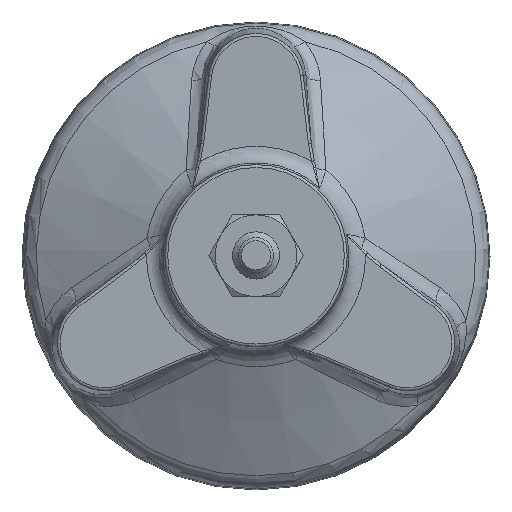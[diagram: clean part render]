
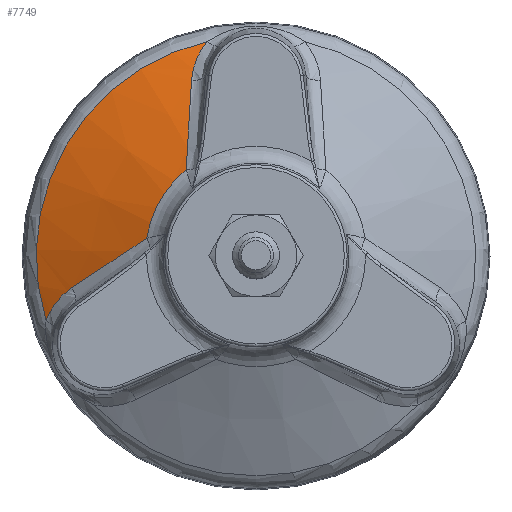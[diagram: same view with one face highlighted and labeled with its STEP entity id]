
A CAD part, top view. The second image highlights one B-rep face of the part: STEP entity #7749.
In plain terms, the highlighted conical face has half-angle 64 degrees and reference radius 39.608 mm.
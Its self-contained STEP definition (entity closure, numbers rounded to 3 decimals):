
#589=CONICAL_SURFACE('',#8144,39.608,1.117);
#781=B_SPLINE_CURVE_WITH_KNOTS('',3,(#10862,#10863,#10864,#10865,#10866,
#10867,#10868,#10869,#10870,#10871,#10872,#10873,#10874,#10875,#10876,#10877,
#10878,#10879),.UNSPECIFIED.,.F.,.F.,(4,1,1,1,1,1,1,1,1,1,1,1,1,1,1,4),
(0.,0.031,0.063,0.125,0.188,0.25,0.375,0.5,0.625,0.75,0.813,0.875,
0.906,0.938,0.969,1.),.UNSPECIFIED.);
#782=B_SPLINE_CURVE_WITH_KNOTS('',3,(#10881,#10882,#10883,#10884,#10885,
#10886,#10887,#10888,#10889,#10890,#10891,#10892,#10893,#10894,#10895,#10896,
#10897,#10898),.UNSPECIFIED.,.F.,.F.,(4,1,1,1,1,1,1,1,1,1,1,1,1,1,1,4),
(0.,0.031,0.063,0.094,0.125,0.188,0.25,0.375,0.5,0.625,0.75,0.813,
0.875,0.938,0.969,1.),.UNSPECIFIED.);
#783=B_SPLINE_CURVE_WITH_KNOTS('',3,(#10900,#10901,#10902,#10903,#10904,
#10905,#10906,#10907,#10908,#10909,#10910,#10911,#10912,#10913,#10914,#10915,
#10916,#10917,#10918),.UNSPECIFIED.,.F.,.F.,(4,1,1,1,1,1,1,1,1,1,1,1,1,
1,1,1,4),(0.,0.125,0.25,0.375,0.438,0.469,0.5,0.531,0.563,0.625,0.688,
0.719,0.75,0.781,0.813,0.875,1.),.UNSPECIFIED.);
#784=B_SPLINE_CURVE_WITH_KNOTS('',3,(#10919,#10920,#10921,#10922,#10923,
#10924,#10925,#10926,#10927,#10928,#10929,#10930,#10931,#10932,#10933,#10934,
#10935,#10936,#10937),.UNSPECIFIED.,.F.,.F.,(4,1,1,1,1,1,1,1,1,1,1,1,1,
1,1,1,4),(0.,0.125,0.188,0.219,0.25,0.281,0.313,0.375,0.438,0.469,
0.5,0.531,0.563,0.625,0.75,0.875,1.),.UNSPECIFIED.);
#1114=ORIENTED_EDGE('',*,*,#2703,.T.);
#1115=ORIENTED_EDGE('',*,*,#2664,.F.);
#1116=ORIENTED_EDGE('',*,*,#2704,.T.);
#1117=ORIENTED_EDGE('',*,*,#2705,.T.);
#1118=ORIENTED_EDGE('',*,*,#2644,.T.);
#1119=ORIENTED_EDGE('',*,*,#2706,.T.);
#2644=EDGE_CURVE('',#3445,#3444,#3976,.T.);
#2664=EDGE_CURVE('',#3463,#3464,#3987,.T.);
#2703=EDGE_CURVE('',#3496,#3464,#781,.T.);
#2704=EDGE_CURVE('',#3463,#3497,#782,.T.);
#2705=EDGE_CURVE('',#3497,#3445,#783,.T.);
#2706=EDGE_CURVE('',#3444,#3496,#784,.T.);
#3444=VERTEX_POINT('',#10171);
#3445=VERTEX_POINT('',#10173);
#3463=VERTEX_POINT('',#10345);
#3464=VERTEX_POINT('',#10346);
#3496=VERTEX_POINT('',#10880);
#3497=VERTEX_POINT('',#10899);
#3976=CIRCLE('',#8112,18.945);
#3987=CIRCLE('',#8129,37.574);
#4294=EDGE_LOOP('',(#1114,#1115,#1116,#1117,#1118,#1119));
#4735=FACE_BOUND('',#4294,.T.);
#7749=ADVANCED_FACE('',(#4735),#589,.T.);
#8112=AXIS2_PLACEMENT_3D('',#10172,#8733,#8734);
#8129=AXIS2_PLACEMENT_3D('',#10344,#8767,#8768);
#8144=AXIS2_PLACEMENT_3D('',#10861,#8808,#8809);
#8733=DIRECTION('',(0.,0.,-1.));
#8734=DIRECTION('',(0.,-1.,0.));
#8767=DIRECTION('',(0.,0.,-1.));
#8768=DIRECTION('',(0.,-1.,0.));
#8808=DIRECTION('',(0.,0.,-1.));
#8809=DIRECTION('',(0.,-1.,0.));
#10171=CARTESIAN_POINT('',(-11.927,4.719,14.558));
#10172=CARTESIAN_POINT('',(0.,-10.,14.558));
#10173=CARTESIAN_POINT('',(-18.711,-7.031,14.558));
#10344=CARTESIAN_POINT('',(0.,-10.,5.472));
#10345=CARTESIAN_POINT('',(-35.891,-21.119,5.472));
#10346=CARTESIAN_POINT('',(-8.316,26.642,5.472));
#10861=CARTESIAN_POINT('',(0.,-10.,4.48));
#10862=CARTESIAN_POINT('',(-11.02,19.99,8.215));
#10863=CARTESIAN_POINT('',(-11.014,20.083,8.173));
#10864=CARTESIAN_POINT('',(-11.,20.257,8.096));
#10865=CARTESIAN_POINT('',(-10.98,20.481,7.996));
#10866=CARTESIAN_POINT('',(-10.93,20.886,7.819));
#10867=CARTESIAN_POINT('',(-10.86,21.315,7.633));
#10868=CARTESIAN_POINT('',(-10.739,21.908,7.378));
#10869=CARTESIAN_POINT('',(-10.547,22.631,7.073));
#10870=CARTESIAN_POINT('',(-10.243,23.492,6.717));
#10871=CARTESIAN_POINT('',(-9.868,24.33,6.377));
#10872=CARTESIAN_POINT('',(-9.498,25.003,6.109));
#10873=CARTESIAN_POINT('',(-9.166,25.526,5.904));
#10874=CARTESIAN_POINT('',(-8.944,25.847,5.779));
#10875=CARTESIAN_POINT('',(-8.762,26.093,5.683));
#10876=CARTESIAN_POINT('',(-8.607,26.292,5.607));
#10877=CARTESIAN_POINT('',(-8.502,26.421,5.557));
#10878=CARTESIAN_POINT('',(-8.382,26.565,5.502));
#10879=CARTESIAN_POINT('',(-8.316,26.642,5.472));
#10880=CARTESIAN_POINT('',(-11.02,19.99,8.215));
#10881=CARTESIAN_POINT('',(-35.891,-21.119,5.472));
#10882=CARTESIAN_POINT('',(-35.857,-21.023,5.502));
#10883=CARTESIAN_POINT('',(-35.793,-20.848,5.557));
#10884=CARTESIAN_POINT('',(-35.733,-20.692,5.607));
#10885=CARTESIAN_POINT('',(-35.638,-20.459,5.683));
#10886=CARTESIAN_POINT('',(-35.516,-20.178,5.779));
#10887=CARTESIAN_POINT('',(-35.35,-19.825,5.904));
#10888=CARTESIAN_POINT('',(-35.062,-19.276,6.109));
#10889=CARTESIAN_POINT('',(-34.664,-18.619,6.377));
#10890=CARTESIAN_POINT('',(-34.126,-17.875,6.717));
#10891=CARTESIAN_POINT('',(-33.533,-17.181,7.073));
#10892=CARTESIAN_POINT('',(-33.003,-16.654,7.378));
#10893=CARTESIAN_POINT('',(-32.55,-16.253,7.632));
#10894=CARTESIAN_POINT('',(-32.213,-15.977,7.819));
#10895=CARTESIAN_POINT('',(-31.887,-15.732,7.996));
#10896=CARTESIAN_POINT('',(-31.703,-15.602,8.096));
#10897=CARTESIAN_POINT('',(-31.56,-15.504,8.173));
#10898=CARTESIAN_POINT('',(-31.482,-15.451,8.215));
#10899=CARTESIAN_POINT('',(-31.482,-15.451,8.215));
#10900=CARTESIAN_POINT('',(-31.482,-15.451,8.215));
#10901=CARTESIAN_POINT('',(-30.896,-15.061,8.529));
#10902=CARTESIAN_POINT('',(-29.754,-14.299,9.137));
#10903=CARTESIAN_POINT('',(-28.126,-13.218,9.993));
#10904=CARTESIAN_POINT('',(-26.837,-12.364,10.66));
#10905=CARTESIAN_POINT('',(-25.978,-11.797,11.098));
#10906=CARTESIAN_POINT('',(-25.487,-11.473,11.347));
#10907=CARTESIAN_POINT('',(-25.155,-11.254,11.514));
#10908=CARTESIAN_POINT('',(-24.709,-10.96,11.738));
#10909=CARTESIAN_POINT('',(-24.164,-10.601,12.009));
#10910=CARTESIAN_POINT('',(-23.482,-10.153,12.346));
#10911=CARTESIAN_POINT('',(-22.83,-9.724,12.663));
#10912=CARTESIAN_POINT('',(-22.31,-9.383,12.913));
#10913=CARTESIAN_POINT('',(-21.949,-9.147,13.085));
#10914=CARTESIAN_POINT('',(-21.505,-8.856,13.295));
#10915=CARTESIAN_POINT('',(-20.953,-8.495,13.553));
#10916=CARTESIAN_POINT('',(-19.994,-7.868,13.994));
#10917=CARTESIAN_POINT('',(-19.215,-7.36,14.34));
#10918=CARTESIAN_POINT('',(-18.711,-7.031,14.558));
#10919=CARTESIAN_POINT('',(-11.927,4.719,14.558));
#10920=CARTESIAN_POINT('',(-11.894,5.32,14.34));
#10921=CARTESIAN_POINT('',(-11.844,6.249,13.994));
#10922=CARTESIAN_POINT('',(-11.78,7.393,13.553));
#10923=CARTESIAN_POINT('',(-11.743,8.052,13.295));
#10924=CARTESIAN_POINT('',(-11.713,8.582,13.085));
#10925=CARTESIAN_POINT('',(-11.689,9.012,12.913));
#10926=CARTESIAN_POINT('',(-11.654,9.633,12.663));
#10927=CARTESIAN_POINT('',(-11.609,10.413,12.346));
#10928=CARTESIAN_POINT('',(-11.561,11.227,12.009));
#10929=CARTESIAN_POINT('',(-11.523,11.878,11.738));
#10930=CARTESIAN_POINT('',(-11.491,12.412,11.514));
#10931=CARTESIAN_POINT('',(-11.468,12.809,11.347));
#10932=CARTESIAN_POINT('',(-11.432,13.396,11.098));
#10933=CARTESIAN_POINT('',(-11.371,14.423,10.66));
#10934=CARTESIAN_POINT('',(-11.276,15.967,9.993));
#10935=CARTESIAN_POINT('',(-11.154,17.917,9.138));
#10936=CARTESIAN_POINT('',(-11.066,19.287,8.529));
#10937=CARTESIAN_POINT('',(-11.02,19.99,8.215));
